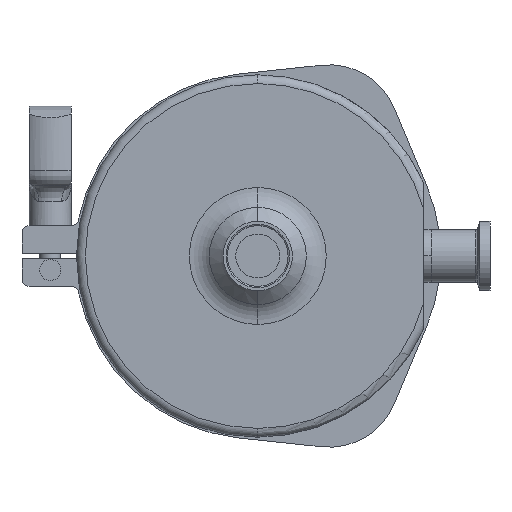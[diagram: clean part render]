
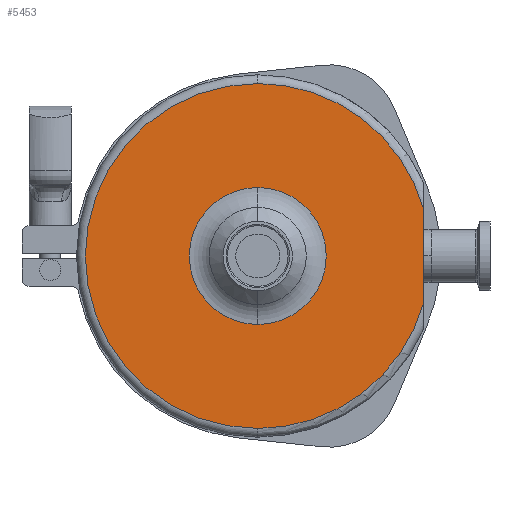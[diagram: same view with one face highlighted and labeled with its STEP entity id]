
A CAD part, front view. The second image highlights one B-rep face of the part: STEP entity #5453.
In plain terms, the highlighted planar face has unit normal (0, -1, 0).
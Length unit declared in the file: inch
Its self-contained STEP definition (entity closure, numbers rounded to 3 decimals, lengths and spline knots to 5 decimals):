
#49 = CARTESIAN_POINT ( 'NONE',  ( 0., -0.63, 2.45 ) ) ;
#86 = AXIS2_PLACEMENT_3D ( 'NONE', #3550, #2497, #1924 ) ;
#159 = DIRECTION ( 'NONE',  ( 0., -1., 0. ) ) ;
#481 = ORIENTED_EDGE ( 'NONE', *, *, #3719, .T. ) ;
#705 = EDGE_CURVE ( 'Defeatured_0_82+Defeatured_0_71+Defeatured_0_71+Defeatured_0_71', #4432, #6531, #2118, .T. ) ;
#734 = VERTEX_POINT ( 'NONE', #1540 ) ;
#983 = CARTESIAN_POINT ( 'NONE',  ( 0., -0.63, 0. ) ) ;
#1023 = DIRECTION ( 'NONE',  ( 0., 0., 1. ) ) ;
#1402 = CARTESIAN_POINT ( 'NONE',  ( 0., -0.63, 0. ) ) ;
#1500 = AXIS2_PLACEMENT_3D ( 'NONE', #2773, #159, #2415 ) ;
#1540 = CARTESIAN_POINT ( 'NONE',  ( 2.355, -0.63, 0.67563 ) ) ;
#1672 = ORIENTED_EDGE ( 'NONE', *, *, #1792, .T. ) ;
#1681 = CIRCLE ( 'NONE', #86, 2.45 ) ;
#1733 = ORIENTED_EDGE ( 'NONE', *, *, #6222, .T. ) ;
#1792 = EDGE_CURVE ( 'Defeatured_0_82+Defeatured_0_73+Defeatured_0_88+Defeatured_0_88', #734, #5902, #5142, .T. ) ;
#1924 = DIRECTION ( 'NONE',  ( 0., 0., 1. ) ) ;
#2118 = CIRCLE ( 'NONE', #5025, 0.97319 ) ;
#2212 = DIRECTION ( 'NONE',  ( 0., 0., 1. ) ) ;
#2273 = VERTEX_POINT ( 'NONE', #2486 ) ;
#2282 = FACE_BOUND ( 'NONE', #6693, .T. ) ;
#2385 = AXIS2_PLACEMENT_3D ( 'NONE', #1402, #4564, #3523 ) ;
#2415 = DIRECTION ( 'NONE',  ( 0., 0., 1. ) ) ;
#2486 = CARTESIAN_POINT ( 'NONE',  ( 2.355, -0.63, -0.67563 ) ) ;
#2497 = DIRECTION ( 'NONE',  ( 0., -1., 0. ) ) ;
#2586 = CIRCLE ( 'NONE', #2385, 0.97319 ) ;
#2643 = ORIENTED_EDGE ( 'NONE', *, *, #6333, .T. ) ;
#2773 = CARTESIAN_POINT ( 'NONE',  ( 0., -0.63, 0. ) ) ;
#2796 = CARTESIAN_POINT ( 'NONE',  ( 0., -0.63, 0.97319 ) ) ;
#2809 = CARTESIAN_POINT ( 'NONE',  ( 2.575, -0.63, 0. ) ) ;
#3004 = FACE_OUTER_BOUND ( 'NONE', #6542, .T. ) ;
#3490 = CARTESIAN_POINT ( 'NONE',  ( 0., -0.63, -0.97319 ) ) ;
#3523 = DIRECTION ( 'NONE',  ( 0., 0., 1. ) ) ;
#3550 = CARTESIAN_POINT ( 'NONE',  ( 0., -0.63, 0. ) ) ;
#3634 = DIRECTION ( 'NONE',  ( 0., 1., 0. ) ) ;
#3719 = EDGE_CURVE ( 'Defeatured_0_82+Defeatured_0_88+Defeatured_0_73+Defeatured_0_73', #2273, #734, #5520, .T. ) ;
#3758 = CARTESIAN_POINT ( 'NONE',  ( 0., -0.63, 0. ) ) ;
#3775 = DIRECTION ( 'NONE',  ( 0., 1., 0. ) ) ;
#3958 = ORIENTED_EDGE ( 'NONE', *, *, #705, .T. ) ;
#3975 = AXIS2_PLACEMENT_3D ( 'NONE', #2809, #3775, #2212 ) ;
#4115 = VECTOR ( 'NONE', #1023, 39.37008 ) ;
#4228 = CARTESIAN_POINT ( 'NONE',  ( 2.355, -0.63, 0. ) ) ;
#4432 = VERTEX_POINT ( 'NONE', #3490 ) ;
#4564 = DIRECTION ( 'NONE',  ( 0., 1., 0. ) ) ;
#4639 = AXIS2_PLACEMENT_3D ( 'NONE', #3758, #5328, #4830 ) ;
#4830 = DIRECTION ( 'NONE',  ( 0., 0., 1. ) ) ;
#4864 = EDGE_CURVE ( 'Defeatured_0_82+Defeatured_0_71+Defeatured_0_71+Defeatured_0_71', #6531, #4432, #2586, .T. ) ;
#5025 = AXIS2_PLACEMENT_3D ( 'NONE', #983, #3634, #6246 ) ;
#5142 = CIRCLE ( 'NONE', #1500, 2.45 ) ;
#5328 = DIRECTION ( 'NONE',  ( 0., -1., 0. ) ) ;
#5453 = ADVANCED_FACE ( 'Defeatured_0_82', ( #2282, #3004 ), #5942, .F. ) ;
#5458 = VERTEX_POINT ( 'NONE', #6451 ) ;
#5520 = LINE ( 'NONE', #4228, #4115 ) ;
#5902 = VERTEX_POINT ( 'NONE', #49 ) ;
#5942 = PLANE ( 'NONE',  #3975 ) ;
#6222 = EDGE_CURVE ( 'Defeatured_0_82+Defeatured_0_73+Defeatured_0_88+Defeatured_0_88', #5458, #2273, #1681, .T. ) ;
#6246 = DIRECTION ( 'NONE',  ( 0., 0., 1. ) ) ;
#6289 = CIRCLE ( 'NONE', #4639, 2.45 ) ;
#6333 = EDGE_CURVE ( 'Defeatured_0_82+Defeatured_0_73+Defeatured_0_88+Defeatured_0_88', #5902, #5458, #6289, .T. ) ;
#6451 = CARTESIAN_POINT ( 'NONE',  ( 0., -0.63, -2.45 ) ) ;
#6469 = ORIENTED_EDGE ( 'NONE', *, *, #4864, .T. ) ;
#6531 = VERTEX_POINT ( 'NONE', #2796 ) ;
#6542 = EDGE_LOOP ( 'NONE', ( #1672, #2643, #1733, #481 ) ) ;
#6693 = EDGE_LOOP ( 'NONE', ( #6469, #3958 ) ) ;
